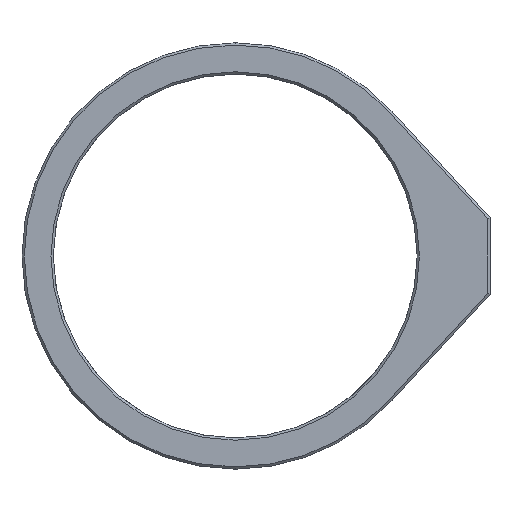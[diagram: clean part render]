
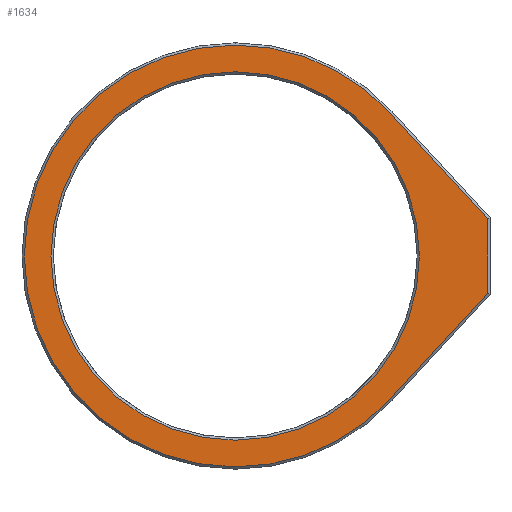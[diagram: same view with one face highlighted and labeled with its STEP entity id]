
A CAD part, left-side view. The second image highlights one B-rep face of the part: STEP entity #1634.
In plain terms, the highlighted planar face has unit normal (-1, 0, 0).
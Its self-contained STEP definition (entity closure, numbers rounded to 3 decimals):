
#33 = DIRECTION ( 'NONE',  ( 0., -0.678, 0.735 ) ) ;
#34 = EDGE_CURVE ( 'NONE', #1544, #912, #1388, .T. ) ;
#82 = DIRECTION ( 'NONE',  ( 0., 0., -1. ) ) ;
#87 = ORIENTED_EDGE ( 'NONE', *, *, #334, .T. ) ;
#97 = EDGE_LOOP ( 'NONE', ( #466, #1045, #1099, #545, #1129, #826 ) ) ;
#103 = VECTOR ( 'NONE', #765, 1000. ) ;
#104 = DIRECTION ( 'NONE',  ( -1., 0., 0. ) ) ;
#107 = EDGE_LOOP ( 'NONE', ( #1040, #87 ) ) ;
#116 = CARTESIAN_POINT ( 'NONE',  ( -6., -20.333, 18.737 ) ) ;
#118 = CARTESIAN_POINT ( 'NONE',  ( -6., 0., 0. ) ) ;
#146 = FACE_BOUND ( 'NONE', #107, .T. ) ;
#182 = CARTESIAN_POINT ( 'NONE',  ( -6., -20.333, -18.737 ) ) ;
#267 = AXIS2_PLACEMENT_3D ( 'NONE', #781, #530, #1756 ) ;
#334 = EDGE_CURVE ( 'NONE', #518, #376, #920, .T. ) ;
#347 = CARTESIAN_POINT ( 'NONE',  ( -6., 0., 0. ) ) ;
#366 = DIRECTION ( 'NONE',  ( 0., 0., -1. ) ) ;
#376 = VERTEX_POINT ( 'NONE', #1614 ) ;
#377 = AXIS2_PLACEMENT_3D ( 'NONE', #892, #900, #82 ) ;
#403 = CARTESIAN_POINT ( 'NONE',  ( -6., -33.1, 4.883 ) ) ;
#466 = ORIENTED_EDGE ( 'NONE', *, *, #34, .T. ) ;
#504 = LINE ( 'NONE', #1163, #103 ) ;
#518 = VERTEX_POINT ( 'NONE', #1287 ) ;
#523 = DIRECTION ( 'NONE',  ( 0., 0., -1. ) ) ;
#530 = DIRECTION ( 'NONE',  ( 1., 0., 0. ) ) ;
#545 = ORIENTED_EDGE ( 'NONE', *, *, #1506, .T. ) ;
#623 = VERTEX_POINT ( 'NONE', #1534 ) ;
#637 = AXIS2_PLACEMENT_3D ( 'NONE', #118, #104, #642 ) ;
#642 = DIRECTION ( 'NONE',  ( 0., 0., -1. ) ) ;
#644 = CARTESIAN_POINT ( 'NONE',  ( -6., 0., 0. ) ) ;
#657 = AXIS2_PLACEMENT_3D ( 'NONE', #347, #1419, #366 ) ;
#684 = PLANE ( 'NONE',  #267 ) ;
#693 = AXIS2_PLACEMENT_3D ( 'NONE', #644, #1342, #523 ) ;
#714 = CIRCLE ( 'NONE', #1675, 27.65 ) ;
#765 = DIRECTION ( 'NONE',  ( 0., 0., 1. ) ) ;
#771 = VECTOR ( 'NONE', #820, 1000. ) ;
#780 = EDGE_CURVE ( 'NONE', #1320, #1544, #923, .T. ) ;
#781 = CARTESIAN_POINT ( 'NONE',  ( -6., 0., 0. ) ) ;
#820 = DIRECTION ( 'NONE',  ( 0., 0.678, 0.735 ) ) ;
#826 = ORIENTED_EDGE ( 'NONE', *, *, #780, .T. ) ;
#892 = CARTESIAN_POINT ( 'NONE',  ( -6., 0., 0. ) ) ;
#900 = DIRECTION ( 'NONE',  ( 1., 0., 0. ) ) ;
#912 = VERTEX_POINT ( 'NONE', #1101 ) ;
#920 = CIRCLE ( 'NONE', #693, 24.15 ) ;
#923 = CIRCLE ( 'NONE', #637, 27.65 ) ;
#931 = CARTESIAN_POINT ( 'NONE',  ( -6., 0., 27.65 ) ) ;
#943 = DIRECTION ( 'NONE',  ( 0., 0., -1. ) ) ;
#963 = LINE ( 'NONE', #116, #771 ) ;
#1040 = ORIENTED_EDGE ( 'NONE', *, *, #1488, .T. ) ;
#1045 = ORIENTED_EDGE ( 'NONE', *, *, #1256, .T. ) ;
#1099 = ORIENTED_EDGE ( 'NONE', *, *, #1622, .T. ) ;
#1101 = CARTESIAN_POINT ( 'NONE',  ( -6., -33.1, -4.883 ) ) ;
#1129 = ORIENTED_EDGE ( 'NONE', *, *, #1664, .T. ) ;
#1163 = CARTESIAN_POINT ( 'NONE',  ( -6., -33.1, 0. ) ) ;
#1218 = FACE_OUTER_BOUND ( 'NONE', #97, .T. ) ;
#1247 = CIRCLE ( 'NONE', #377, 24.15 ) ;
#1256 = EDGE_CURVE ( 'NONE', #912, #1618, #504, .T. ) ;
#1263 = VERTEX_POINT ( 'NONE', #931 ) ;
#1287 = CARTESIAN_POINT ( 'NONE',  ( -6., 0., -24.15 ) ) ;
#1320 = VERTEX_POINT ( 'NONE', #1323 ) ;
#1323 = CARTESIAN_POINT ( 'NONE',  ( -6., 0., -27.65 ) ) ;
#1342 = DIRECTION ( 'NONE',  ( 1., 0., 0. ) ) ;
#1388 = LINE ( 'NONE', #182, #1647 ) ;
#1419 = DIRECTION ( 'NONE',  ( -1., 0., 0. ) ) ;
#1423 = CIRCLE ( 'NONE', #657, 27.65 ) ;
#1466 = CARTESIAN_POINT ( 'NONE',  ( -6., 0., 0. ) ) ;
#1473 = DIRECTION ( 'NONE',  ( -1., 0., 0. ) ) ;
#1488 = EDGE_CURVE ( 'NONE', #376, #518, #1247, .T. ) ;
#1506 = EDGE_CURVE ( 'NONE', #623, #1263, #1423, .T. ) ;
#1534 = CARTESIAN_POINT ( 'NONE',  ( -6., -20.333, 18.737 ) ) ;
#1544 = VERTEX_POINT ( 'NONE', #1630 ) ;
#1614 = CARTESIAN_POINT ( 'NONE',  ( -6., 0., 24.15 ) ) ;
#1618 = VERTEX_POINT ( 'NONE', #403 ) ;
#1622 = EDGE_CURVE ( 'NONE', #1618, #623, #963, .T. ) ;
#1630 = CARTESIAN_POINT ( 'NONE',  ( -6., -20.333, -18.737 ) ) ;
#1634 = ADVANCED_FACE ( 'NONE', ( #1218, #146 ), #684, .F. ) ;
#1647 = VECTOR ( 'NONE', #33, 1000. ) ;
#1664 = EDGE_CURVE ( 'NONE', #1263, #1320, #714, .T. ) ;
#1675 = AXIS2_PLACEMENT_3D ( 'NONE', #1466, #1473, #943 ) ;
#1756 = DIRECTION ( 'NONE',  ( 0., 0., -1. ) ) ;
